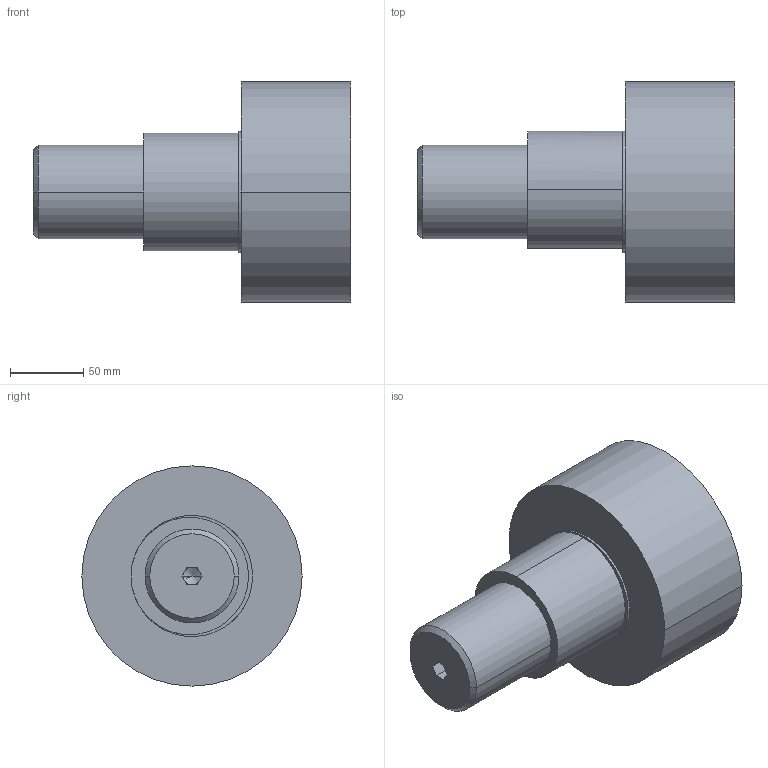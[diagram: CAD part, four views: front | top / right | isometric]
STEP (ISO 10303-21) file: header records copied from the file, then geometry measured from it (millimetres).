
FILE_DESCRIPTION(('STEP AP214'),'1');
FILE_NAME('hpce150.stp','2015-08-13T11:25:16',('TraceParts'),('TraceParts S.A.'),'Spatial InterOp 3D',' ',' ');
FILE_SCHEMA(('automotive_design'));
Length unit declared in the file: millimetre
Products named in the file (1): 1
Bounding box: 216 x 150 x 150 mm (x, y, z)
Volume: 1886099.4 mm3; surface area: 103222.5 mm2
Topology: 1 solids, 1 shells, 27 faces, 60 edges, 37 vertices
Faces by surface type: plane 13, cylinder 10, cone 4
Entity records: 753 total; most frequent: DIRECTION 140, CARTESIAN_POINT 123, ORIENTED_EDGE 116, EDGE_CURVE 58, AXIS2_PLACEMENT_3D 54, VERTEX_POINT 37, LINE 32, VECTOR 32
